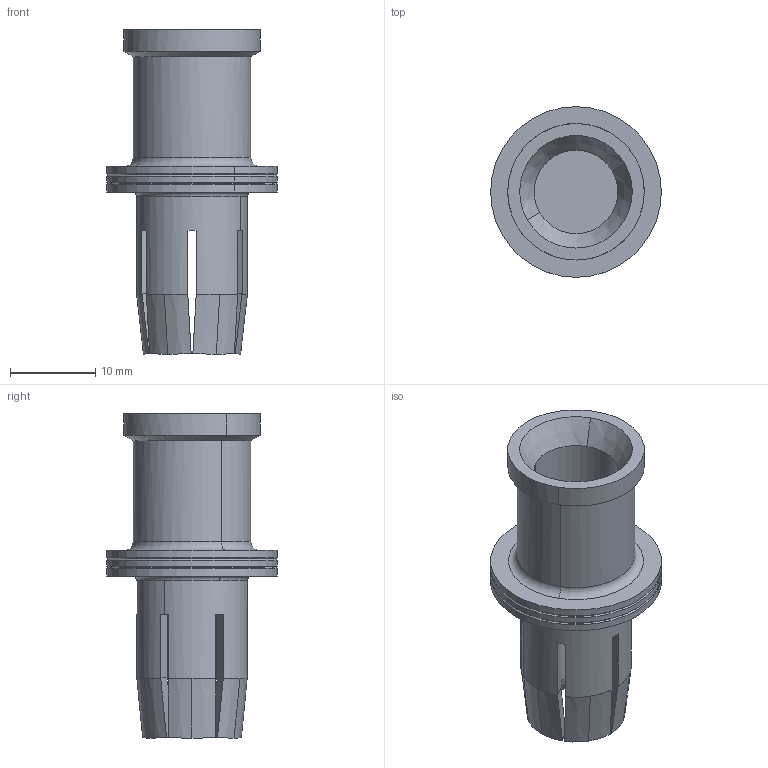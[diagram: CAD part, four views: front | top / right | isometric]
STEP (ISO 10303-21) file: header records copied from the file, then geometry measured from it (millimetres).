
FILE_DESCRIPTION(('CoCreate Modeling STEP Export'),'2;1');
FILE_NAME('CYFA_50.stp','2009-02-03T 8:42:43',(''),(''),'CoCreate Modeling STEP processor for AP214 (Solid Model)','CoCreate Modeling 16.00A 16-Aug-2008 (C) Parametric Technology GmbH','');
FILE_SCHEMA(('AUTOMOTIVE_DESIGN { 1 0 10303 214 1 1 1 1 }'));
Length unit declared in the file: millimetre
Products named in the file (2): CYFA_50
Assembly tree (1 placements, depth 2):
  CYFA_50
    CYFA_50
Bounding box: 20 x 20 x 38 mm (x, y, z)
Volume: 3428.6 mm3; surface area: 3355.4 mm2
Topology: 1 solids, 1 shells, 163 faces, 447 edges, 289 vertices
Faces by surface type: cone 84, plane 35, torus 28, cylinder 16
Entity records: 6744 total; most frequent: CARTESIAN_POINT 3228, ORIENTED_EDGE 894, DIRECTION 480, EDGE_CURVE 447, VERTEX_POINT 289, AXIS2_PLACEMENT_3D 190, EDGE_LOOP 166, FACE_OUTER_BOUND 163
